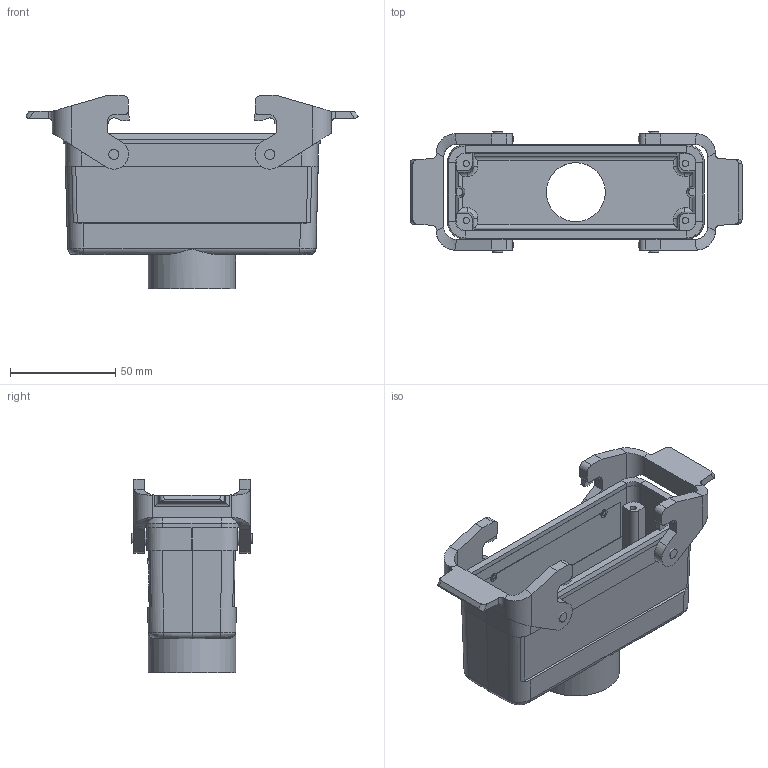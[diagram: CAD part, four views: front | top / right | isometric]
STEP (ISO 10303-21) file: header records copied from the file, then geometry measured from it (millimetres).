
FILE_DESCRIPTION(/* description */ (''),/* implementation_level */ '2;1');
FILE_NAME(/* name */ '100622227ugm000_c.stp',/* time_stamp */ '2020-04-15T06:39:18+02:00',/* author */ (''),/* organization */ (''),/* preprocessor_version */ 'ST-DEVELOPER v16.7',/* originating_system */ 'SIEMENS PLM Software NX 12.0',/* authorisation */ '');
FILE_SCHEMA (('AUTOMOTIVE_DESIGN { 1 0 10303 214 3 1 1 1 }'));
Length unit declared in the file: millimetre
Products named in the file (1): 100622227ugm000_c
Bounding box: 157.59 x 57 x 91.7 mm (x, y, z)
Volume: 21991.3 mm3; surface area: 60641.5 mm2
Topology: 2 solids, 3 shells, 464 faces, 1205 edges, 777 vertices
Faces by surface type: plane 297, cylinder 128, bspline 28, cone 10, torus 1
Full cylindrical faces by diameter (mm): 2.05 x4, 3 x4, 4 x4, 4.8 x4, 7 x4, 28 x1, 32 x1, 41.5 x1
Entity records: 17220 total; most frequent: CARTESIAN_POINT 4492, ORIENTED_EDGE 2312, DIRECTION 2242, EDGE_CURVE 1156, LINE 764, VECTOR 764, VERTEX_POINT 758, AXIS2_PLACEMENT_3D 739
